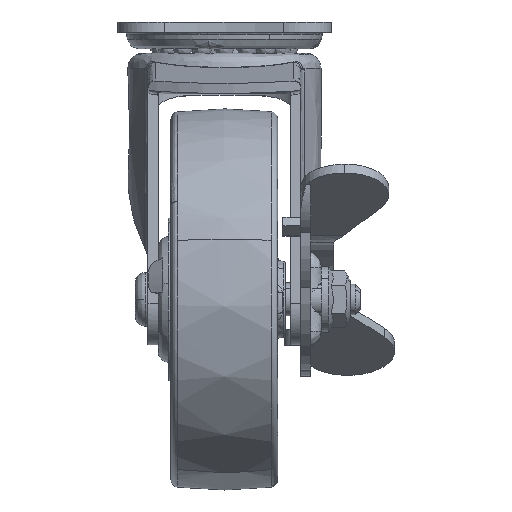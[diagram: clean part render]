
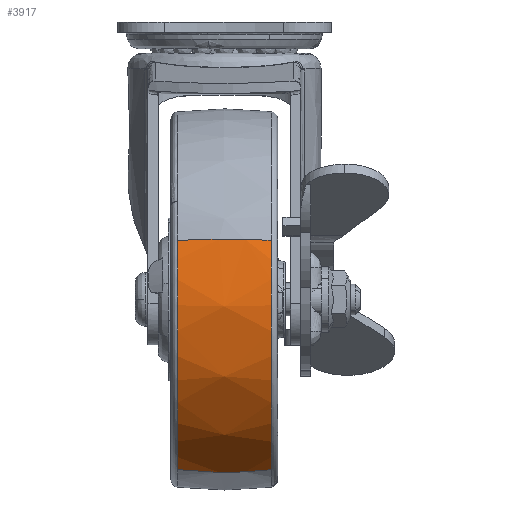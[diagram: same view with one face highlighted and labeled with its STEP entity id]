
A CAD part, left-side view. The second image highlights one B-rep face of the part: STEP entity #3917.
In plain terms, the highlighted free-form (B-spline) face has degree [2, 2] with [5, 5] control points.
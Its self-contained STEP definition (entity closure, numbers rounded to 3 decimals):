
#3088=CARTESIAN_POINT('',(-36.646,-9.197,-4.26));
#3089=VERTEX_POINT('',#3088);
#3109=CARTESIAN_POINT('',(0.0,-9.197,-36.893));
#3110=VERTEX_POINT('',#3109);
#3111=CARTESIAN_POINT('',(0.0,-9.197,-36.893));
#3112=CARTESIAN_POINT('',(-2.656,-9.197,-36.894));
#3113=CARTESIAN_POINT('',(-7.339,-9.197,-36.385));
#3114=CARTESIAN_POINT('',(-13.238,-9.197,-34.571));
#3115=CARTESIAN_POINT('',(-18.496,-9.197,-32.092));
#3116=CARTESIAN_POINT('',(-22.743,-9.197,-29.224));
#3117=CARTESIAN_POINT('',(-26.717,-9.197,-25.583));
#3118=CARTESIAN_POINT('',(-29.847,-9.197,-21.897));
#3119=CARTESIAN_POINT('',(-32.423,-9.197,-17.805));
#3120=CARTESIAN_POINT('',(-34.378,-9.197,-13.619));
#3121=CARTESIAN_POINT('',(-35.833,-9.197,-9.232));
#3122=CARTESIAN_POINT('',(-36.445,-9.197,-5.996));
#3123=CARTESIAN_POINT('',(-36.646,-9.197,-4.26));
#3124=B_SPLINE_CURVE_WITH_KNOTS('',3,(#3111,#3112,#3113,#3114,#3115,#3116,#3117,#3118,#3119,#3120,#3121,#3122,#3123),.UNSPECIFIED.,.F.,.U.,(4,1,1,1,1,1,1,1,1,1,4),(0.,7.968,14.05,18.453,25.373,29.358,34.6,39.842,43.827,48.44,53.682),.UNSPECIFIED.);
#3125=EDGE_CURVE('',#3110,#3089,#3124,.T.);
#3229=CARTESIAN_POINT('',(0.0,9.197,-36.893));
#3230=VERTEX_POINT('',#3229);
#3249=CARTESIAN_POINT('',(-36.646,9.197,-4.26));
#3250=VERTEX_POINT('',#3249);
#3251=CARTESIAN_POINT('',(0.0,9.197,-36.893));
#3252=CARTESIAN_POINT('',(-2.446,9.197,-36.894));
#3253=CARTESIAN_POINT('',(-7.06,9.197,-36.433));
#3254=CARTESIAN_POINT('',(-13.521,9.197,-34.526));
#3255=CARTESIAN_POINT('',(-18.485,9.197,-32.063));
#3256=CARTESIAN_POINT('',(-22.769,9.197,-29.152));
#3257=CARTESIAN_POINT('',(-26.189,9.197,-26.142));
#3258=CARTESIAN_POINT('',(-29.68,9.197,-22.125));
#3259=CARTESIAN_POINT('',(-32.38,9.197,-17.941));
#3260=CARTESIAN_POINT('',(-34.488,9.197,-13.361));
#3261=CARTESIAN_POINT('',(-35.893,9.197,-8.957));
#3262=CARTESIAN_POINT('',(-36.461,9.197,-5.857));
#3263=CARTESIAN_POINT('',(-36.646,9.197,-4.26));
#3264=B_SPLINE_CURVE_WITH_KNOTS('',3,(#3251,#3252,#3253,#3254,#3255,#3256,#3257,#3258,#3259,#3260,#3261,#3262,#3263),.UNSPECIFIED.,.F.,.U.,(4,1,1,1,1,1,1,1,1,1,4),(0.,7.339,13.84,20.131,23.905,29.358,33.761,39.842,44.246,48.859,53.682),.UNSPECIFIED.);
#3265=EDGE_CURVE('',#3230,#3250,#3264,.T.);
#3855=CARTESIAN_POINT('',(0.0,9.197,-36.893));
#3856=CARTESIAN_POINT('',(0.0,5.292,-37.411));
#3857=CARTESIAN_POINT('',(0.0,-0.872,-37.703));
#3858=CARTESIAN_POINT('',(0.0,-7.006,-37.184));
#3859=CARTESIAN_POINT('',(0.0,-9.197,-36.893));
#3860=B_SPLINE_CURVE_WITH_KNOTS('',3,(#3855,#3856,#3857,#3858,#3859),.UNSPECIFIED.,.F.,.U.,(4,1,4),(0.,11.818,18.447),.UNSPECIFIED.);
#3861=EDGE_CURVE('',#3230,#3110,#3860,.T.);
#3867=CARTESIAN_POINT('',(-36.646,9.197,-4.26));
#3868=CARTESIAN_POINT('',(-37.111,5.673,-4.314));
#3869=CARTESIAN_POINT('',(-37.451,-0.485,-4.353));
#3870=CARTESIAN_POINT('',(-36.985,-6.625,-4.299));
#3871=CARTESIAN_POINT('',(-36.646,-9.197,-4.26));
#3872=B_SPLINE_CURVE_WITH_KNOTS('',3,(#3867,#3868,#3869,#3870,#3871),.UNSPECIFIED.,.F.,.U.,(4,1,4),(0.,10.665,18.447),.UNSPECIFIED.);
#3873=EDGE_CURVE('',#3250,#3089,#3872,.T.);
#3878=CARTESIAN_POINT('',(0.239,10.125,-36.764));
#3879=CARTESIAN_POINT('',(0.243,5.089,-37.5));
#3880=CARTESIAN_POINT('',(0.243,0.0,-37.5));
#3881=CARTESIAN_POINT('',(0.243,-5.089,-37.5));
#3882=CARTESIAN_POINT('',(0.239,-10.125,-36.764));
#3883=CARTESIAN_POINT('',(0.119,10.125,-36.764));
#3884=CARTESIAN_POINT('',(0.122,5.089,-37.5));
#3885=CARTESIAN_POINT('',(0.122,0.0,-37.5));
#3886=CARTESIAN_POINT('',(0.122,-5.089,-37.5));
#3887=CARTESIAN_POINT('',(0.119,-10.125,-36.764));
#3888=CARTESIAN_POINT('',(-32.738,10.125,-36.764));
#3889=CARTESIAN_POINT('',(-33.393,5.089,-37.5));
#3890=CARTESIAN_POINT('',(-33.393,0.0,-37.5));
#3891=CARTESIAN_POINT('',(-33.393,-5.089,-37.5));
#3892=CARTESIAN_POINT('',(-32.738,-10.125,-36.764));
#3893=CARTESIAN_POINT('',(-36.532,10.125,-4.121));
#3894=CARTESIAN_POINT('',(-37.264,5.089,-4.203));
#3895=CARTESIAN_POINT('',(-37.264,0.0,-4.203));
#3896=CARTESIAN_POINT('',(-37.264,-5.089,-4.203));
#3897=CARTESIAN_POINT('',(-36.532,-10.125,-4.121));
#3898=CARTESIAN_POINT('',(-36.547,10.125,-3.997));
#3899=CARTESIAN_POINT('',(-37.279,5.089,-4.077));
#3900=CARTESIAN_POINT('',(-37.279,0.0,-4.077));
#3901=CARTESIAN_POINT('',(-37.279,-5.089,-4.077));
#3902=CARTESIAN_POINT('',(-36.547,-10.125,-3.997));
#3910=(BOUNDED_SURFACE()B_SPLINE_SURFACE(2,2,((#3878,#3883,#3888,#3893,#3898),(#3879,#3884,#3889,#3894,#3899),(#3880,#3885,#3890,#3895,#3900),(#3881,#3886,#3891,#3896,#3901),(#3882,#3887,#3892,#3897,#3902)),.UNSPECIFIED.,.F.,.F.,.U.)B_SPLINE_SURFACE_WITH_KNOTS((3,2,3),(3,1,1,3),(0.0,10.33,20.661),(0.0,0.285,57.384,57.67),.UNSPECIFIED.)GEOMETRIC_REPRESENTATION_ITEM()RATIONAL_B_SPLINE_SURFACE(((0.968,0.967,0.705,0.925,0.926),(0.983,0.981,0.716,0.939,0.94),(1.003,1.001,0.731,0.958,0.959),(0.983,0.981,0.716,0.939,0.94),(0.968,0.967,0.705,0.925,0.926)))REPRESENTATION_ITEM('')SURFACE());
#3911=ORIENTED_EDGE('',*,*,#3125,.T.);
#3912=ORIENTED_EDGE('',*,*,#3873,.F.);
#3913=ORIENTED_EDGE('',*,*,#3265,.F.);
#3914=ORIENTED_EDGE('',*,*,#3861,.T.);
#3915=EDGE_LOOP('',(#3911,#3912,#3913,#3914));
#3916=FACE_OUTER_BOUND('',#3915,.T.);
#3917=ADVANCED_FACE('',(#3916),#3910,.T.);
